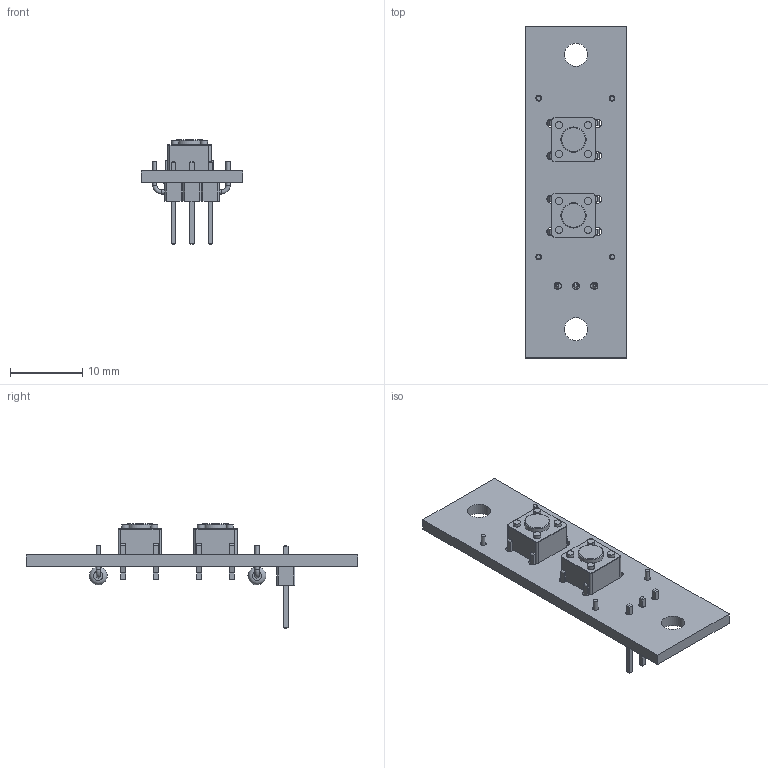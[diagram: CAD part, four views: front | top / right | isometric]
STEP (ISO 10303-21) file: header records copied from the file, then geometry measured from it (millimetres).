
FILE_DESCRIPTION(('KiCad electronic assembly'),'2;1');
FILE_NAME('rc-emitter_tft_trim_board.step','2020-09-03T16:57:51',( 'An Author'),('A Company'),'Open CASCADE STEP processor 6.9', 'KiCad to STEP converter','Unknown');
FILE_SCHEMA(('AUTOMOTIVE_DESIGN { 1 0 10303 214 1 1 1 1 }'));
Length unit declared in the file: millimetre
Products named in the file (8): Open CASCADE STEP translator 6.9 1; SW_PUSH_6mm_H4.3mm; SOLID; R_Axial_DIN0207_L6.3mm_D2.5mm_P10.16mm_Horizontal; PinHeader_1x03_P2.54mm_Vertical; COMPOUND
Assembly tree (9 placements, depth 3):
  Open CASCADE STEP translator 6.9 1
    SW_PUSH_6mm_H4.3mm  x2
      SOLID
    R_Axial_DIN0207_L6.3mm_D2.5mm_P10.16mm_Horizontal  x2
      SOLID
    PinHeader_1x03_P2.54mm_Vertical
      SOLID
    COMPOUND
Bounding box: 14 x 46 x 14.54 mm (x, y, z)
Volume: 1388.3 mm3; surface area: 2247.3 mm2
Topology: 6 solids, 6 shells, 343 faces, 851 edges, 544 vertices
Faces by surface type: plane 220, cylinder 113, torus 10
Full cylindrical faces by diameter (mm): 0.6 x8, 0.8 x4, 1 x11, 1.1 x8, 2.25 x2, 2.5 x4, 3.2 x2, 3.5 x2
Entity records: 15535 total; most frequent: CARTESIAN_POINT 2779, DIRECTION 2156, LINE 1385, VECTOR 1385, ORIENTED_EDGE 1094, PCURVE 1094, DEFINITIONAL_REPRESENTATION 1094, EDGE_CURVE 547
